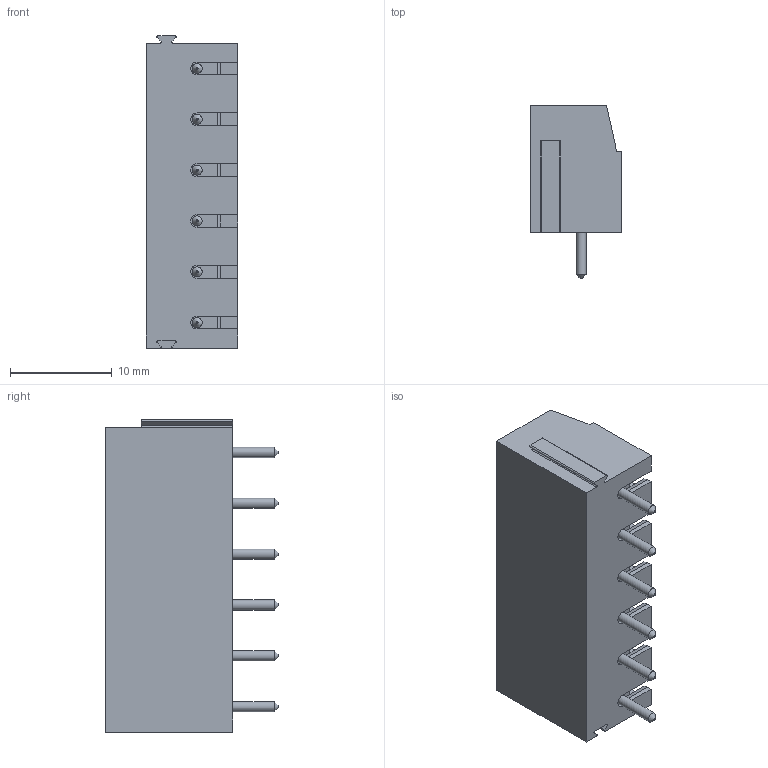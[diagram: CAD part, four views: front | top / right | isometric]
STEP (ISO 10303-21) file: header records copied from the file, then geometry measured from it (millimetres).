
FILE_DESCRIPTION((''),'2;1');
FILE_NAME('10005.4_PK100_6_50_V.stp','2015-09-08T08:27:16',('konstrukteur'),(''),'Autodesk Inventor 2011','Autodesk Inventor 2011','');
FILE_SCHEMA(('AUTOMOTIVE_DESIGN { 1 0 10303 214 1 1 1 1 }'));
Length unit declared in the file: millimetre
Products named in the file (1): PK100_6_50_V
Bounding box: 9 x 17 x 30.7 mm (x, y, z)
Volume: 2612.1 mm3; surface area: 2601.3 mm2
Topology: 1 solids, 1 shells, 336 faces, 900 edges, 590 vertices
Faces by surface type: plane 172, cylinder 116, torus 30, cone 18
Full cylindrical faces by diameter (mm): 1 x6
Entity records: 11232 total; most frequent: CARTESIAN_POINT 2931, ORIENTED_EDGE 1776, DIRECTION 1668, EDGE_CURVE 888, AXIS2_PLACEMENT_3D 599, VERTEX_POINT 590, VECTOR 470, LINE 470
